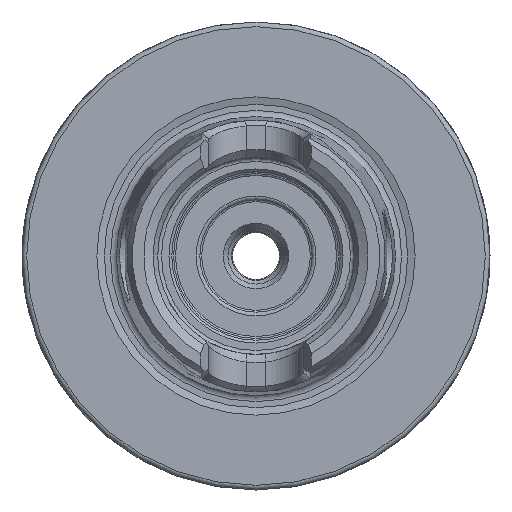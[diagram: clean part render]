
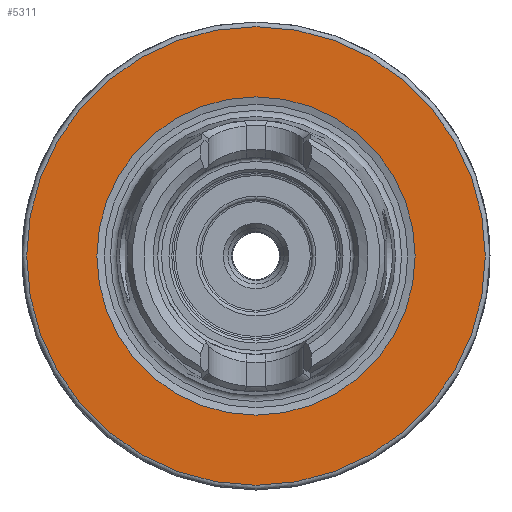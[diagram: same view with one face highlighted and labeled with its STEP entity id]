
A CAD part, left-side view. The second image highlights one B-rep face of the part: STEP entity #5311.
In plain terms, the highlighted planar face has unit normal (-1, 0, 0).
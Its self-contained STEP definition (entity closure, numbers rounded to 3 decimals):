
#5277=CARTESIAN_POINT('',(0.0,17.,0.0));
#5278=VERTEX_POINT('',#5277);
#5279=CARTESIAN_POINT('',(0.0,0.0,0.0));
#5280=DIRECTION('',(1.0,0.0,0.0));
#5281=DIRECTION('',(0.0,1.0,0.0));
#5282=AXIS2_PLACEMENT_3D('',#5279,#5280,#5281);
#5283=CIRCLE('',#5282,17.);
#5284=EDGE_CURVE('',#5278,#5278,#5283,.T.);
#5292=CARTESIAN_POINT('',(0.0,20.75,0.0));
#5293=DIRECTION('',(-1.0,0.0,0.0));
#5294=DIRECTION('',(0.0,0.0,1.0));
#5295=AXIS2_PLACEMENT_3D('',#5292,#5293,#5294);
#5296=PLANE('',#5295);
#5297=CARTESIAN_POINT('',(0.0,24.5,0.0));
#5298=VERTEX_POINT('',#5297);
#5299=CARTESIAN_POINT('',(0.0,0.0,0.0));
#5300=DIRECTION('',(1.0,0.0,0.0));
#5301=DIRECTION('',(0.0,1.0,0.0));
#5302=AXIS2_PLACEMENT_3D('',#5299,#5300,#5301);
#5303=CIRCLE('',#5302,24.5);
#5304=EDGE_CURVE('',#5298,#5298,#5303,.T.);
#5305=ORIENTED_EDGE('',*,*,#5304,.F.);
#5306=EDGE_LOOP('',(#5305));
#5307=FACE_OUTER_BOUND('',#5306,.T.);
#5308=ORIENTED_EDGE('',*,*,#5284,.T.);
#5309=EDGE_LOOP('',(#5308));
#5310=FACE_BOUND('',#5309,.T.);
#5311=ADVANCED_FACE('',(#5307,#5310),#5296,.T.);
